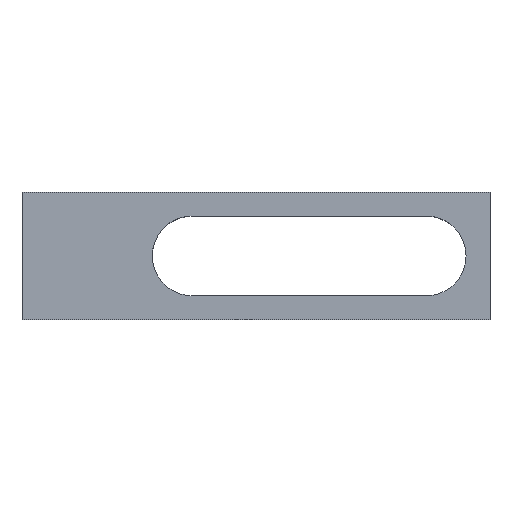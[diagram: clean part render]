
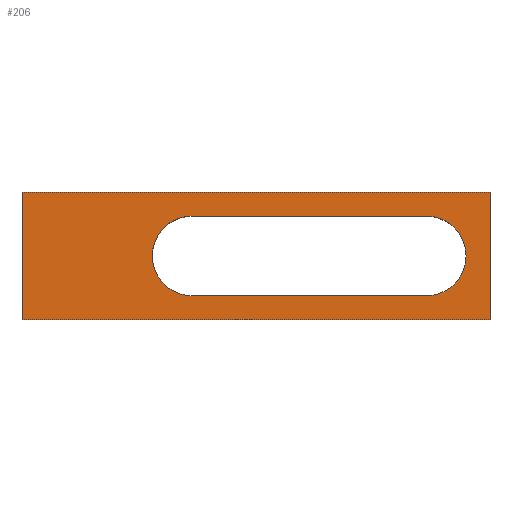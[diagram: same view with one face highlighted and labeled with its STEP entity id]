
A CAD part, top view. The second image highlights one B-rep face of the part: STEP entity #206.
In plain terms, the highlighted planar face has unit normal (0, 0, 1).
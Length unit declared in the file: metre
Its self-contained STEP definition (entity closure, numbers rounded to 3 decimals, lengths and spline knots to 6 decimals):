
#23=LINE('',#312,#43);
#24=LINE('',#316,#44);
#25=LINE('',#317,#45);
#26=LINE('',#320,#46);
#27=LINE('',#322,#47);
#28=LINE('',#324,#48);
#43=VECTOR('',#255,1.);
#44=VECTOR('',#258,1.);
#45=VECTOR('',#259,1.);
#46=VECTOR('',#260,1.);
#47=VECTOR('',#261,1.);
#48=VECTOR('',#262,1.);
#63=ORIENTED_EDGE('',*,*,#115,.F.);
#64=ORIENTED_EDGE('',*,*,#116,.F.);
#65=ORIENTED_EDGE('',*,*,#117,.F.);
#66=ORIENTED_EDGE('',*,*,#118,.F.);
#67=ORIENTED_EDGE('',*,*,#119,.T.);
#68=ORIENTED_EDGE('',*,*,#120,.T.);
#69=ORIENTED_EDGE('',*,*,#121,.T.);
#70=ORIENTED_EDGE('',*,*,#122,.T.);
#115=EDGE_CURVE('',#141,#142,#159,.T.);
#116=EDGE_CURVE('',#143,#141,#23,.T.);
#117=EDGE_CURVE('',#144,#143,#160,.T.);
#118=EDGE_CURVE('',#142,#144,#24,.T.);
#119=EDGE_CURVE('',#145,#146,#25,.T.);
#120=EDGE_CURVE('',#146,#147,#26,.T.);
#121=EDGE_CURVE('',#147,#148,#27,.T.);
#122=EDGE_CURVE('',#148,#145,#28,.T.);
#141=VERTEX_POINT('',#310);
#142=VERTEX_POINT('',#311);
#143=VERTEX_POINT('',#313);
#144=VERTEX_POINT('',#315);
#145=VERTEX_POINT('',#318);
#146=VERTEX_POINT('',#319);
#147=VERTEX_POINT('',#321);
#148=VERTEX_POINT('',#323);
#159=CIRCLE('',#232,0.001875);
#160=CIRCLE('',#233,0.001875);
#165=EDGE_LOOP('',(#63,#64,#65,#66));
#166=EDGE_LOOP('',(#67,#68,#69,#70));
#181=FACE_BOUND('',#165,.T.);
#182=FACE_BOUND('',#166,.T.);
#197=PLANE('',#231);
#206=ADVANCED_FACE('',(#181,#182),#197,.F.);
#231=AXIS2_PLACEMENT_3D('',#308,#251,#252);
#232=AXIS2_PLACEMENT_3D('',#309,#253,#254);
#233=AXIS2_PLACEMENT_3D('',#314,#256,#257);
#251=DIRECTION('',(0.,0.,-1.));
#252=DIRECTION('',(1.,0.,0.));
#253=DIRECTION('',(0.,0.,1.));
#254=DIRECTION('',(0.,1.,0.));
#255=DIRECTION('',(1.,0.,0.));
#256=DIRECTION('',(0.,0.,1.));
#257=DIRECTION('',(0.,-1.,0.));
#258=DIRECTION('',(-1.,0.,0.));
#259=DIRECTION('',(-1.,0.,0.));
#260=DIRECTION('',(0.,-1.,0.));
#261=DIRECTION('',(1.,0.,0.));
#262=DIRECTION('',(0.,1.,0.));
#308=CARTESIAN_POINT('',(0.,0.003,0.025));
#309=CARTESIAN_POINT('',(0.016,0.003,0.025));
#310=CARTESIAN_POINT('',(0.016,0.001125,0.025));
#311=CARTESIAN_POINT('',(0.016,0.004875,0.025));
#312=CARTESIAN_POINT('',(0.005,0.001125,0.025));
#313=CARTESIAN_POINT('',(0.005,0.001125,0.025));
#314=CARTESIAN_POINT('',(0.005,0.003,0.025));
#315=CARTESIAN_POINT('',(0.005,0.004875,0.025));
#316=CARTESIAN_POINT('',(0.016,0.004875,0.025));
#317=CARTESIAN_POINT('',(0.019,0.006,0.025));
#318=CARTESIAN_POINT('',(0.019,0.006,0.025));
#319=CARTESIAN_POINT('',(-0.003,0.006,0.025));
#320=CARTESIAN_POINT('',(-0.003,0.006,0.025));
#321=CARTESIAN_POINT('',(-0.003,0.,0.025));
#322=CARTESIAN_POINT('',(-0.003,0.,0.025));
#323=CARTESIAN_POINT('',(0.019,0.,0.025));
#324=CARTESIAN_POINT('',(0.019,0.,0.025));
